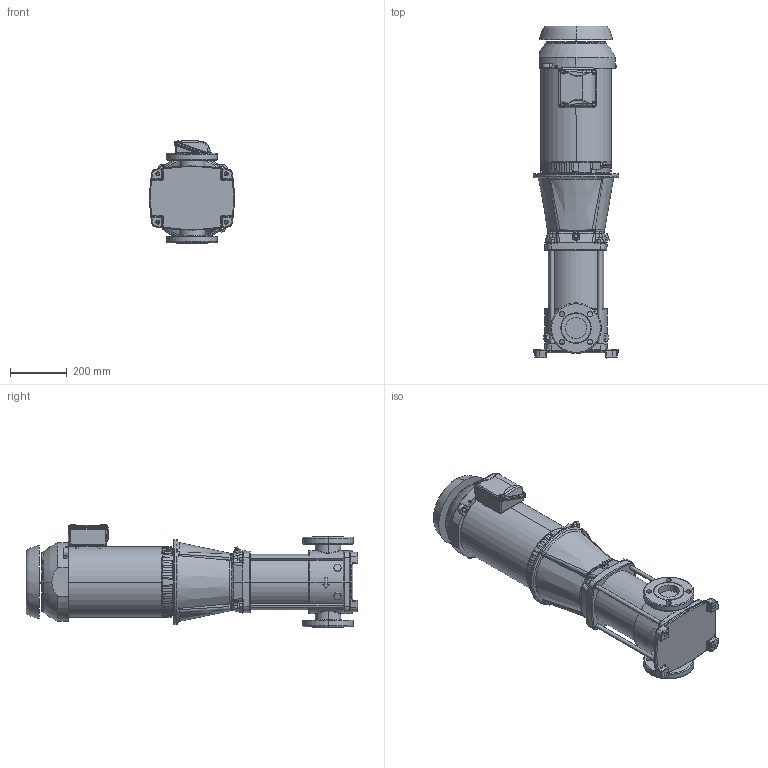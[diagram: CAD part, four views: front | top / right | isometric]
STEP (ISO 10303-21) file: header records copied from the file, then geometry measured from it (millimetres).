
FILE_DESCRIPTION (( 'STEP AP203' ), '1' );
FILE_NAME ('3303096 - MVI-160-3_2-10 HP-213TC-304-E-230_460~3.step', '2022-03-30T18:23:18', ( '' ), ( '' ), 'SwSTEP 2.0', 'SolidWorks 2021', '' );
FILE_SCHEMA (( 'CONFIG_CONTROL_DESIGN' ));
Length unit declared in the file: inch
Products named in the file (5): 2700098 - NEMA V2 10 HP 213_5TC 208-230_460~3 TEFC; TEFC MOTOR_2700098 - NEMA V2 10 HP 213_5TC 208-230_460~3 TEFC; sbi_n_32-3-2_flange(NEMA); 3303096 - MVI-160-3_2-10 HP-213TC-304-E-230_460~3; MVI PEO - [304-EPDM]_3304096 - MVI-160-3_2-10 HP-213TC-304-E-S
Assembly tree (4 placements, depth 3):
  3303096 - MVI-160-3_2-10 HP-213TC-304-E-230_460~3
    MVI PEO - [304-EPDM]_3304096 - MVI-160-3_2-10 HP-213TC-304-E-S
      sbi_n_32-3-2_flange(NEMA)
    TEFC MOTOR_2700098 - NEMA V2 10 HP 213_5TC 208-230_460~3 TEFC
      2700098 - NEMA V2 10 HP 213_5TC 208-230_460~3 TEFC
Bounding box: 300 x 1170.02 x 362.52 mm (x, y, z)
Volume: 52431830 mm3; surface area: 1956131.6 mm2
Topology: 23 solids, 52 shells, 3773 faces, 9778 edges, 6367 vertices
Faces by surface type: plane 1813, cylinder 1370, bspline 310, cone 174, torus 100, sphere 6
Entity records: 152022 total; most frequent: CARTESIAN_POINT 61267, ORIENTED_EDGE 19478, DIRECTION 17978, EDGE_CURVE 9739, AXIS2_PLACEMENT_3D 6401, VERTEX_POINT 6365, LINE 5176, VECTOR 5176
